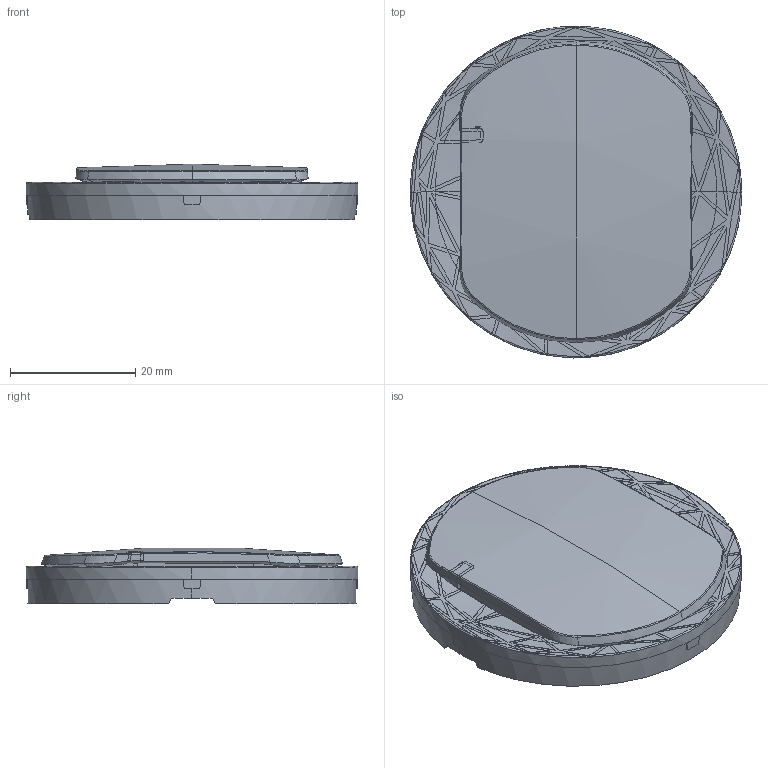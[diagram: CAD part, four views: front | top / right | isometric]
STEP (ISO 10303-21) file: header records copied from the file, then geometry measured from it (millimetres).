
FILE_DESCRIPTION(('CATIA V5 STEP Exchange','CAx-IF Rec.Pracs.--- Model Styling and Organization---1.5--- 2016-08-15','CAx-IF Rec.Pracs.---Supplemental Geometry---1.0---2011-11-01','CAx-IF Rec.Pracs.--- Composite Materials ---1.1---2010-07-15'),'2;1');
FILE_NAME('CB1400s.stp','2023-09-04T06:42:12+00:00',('none'),('none'),'CATIA Version 5-6 Release 2020 SP3','CATIA V5 STEP AP214 v2','none');
FILE_SCHEMA(('AUTOMOTIVE_DESIGN { 1 0 10303 214 1 1 1 1 }'));
Length unit declared in the file: millimetre
Products named in the file (1): CB1400
Bounding box: 53.01 x 53.01 x 8.89 mm (x, y, z)
Volume: 8123.5 mm3; surface area: 7919 mm2
Topology: 3 solids, 3 shells, 948 faces, 2748 edges, 1782 vertices
Faces by surface type: plane 476, bspline 181, cylinder 129, cone 49, sphere 32, torus 32, revolution 31, extrusion 18
Entity records: 52645 total; most frequent: CARTESIAN_POINT 32440, ORIENTED_EDGE 5432, EDGE_CURVE 2716, DIRECTION 2183, VERTEX_POINT 1782, B_SPLINE_CURVE_WITH_KNOTS 1745, EDGE_LOOP 958, ADVANCED_FACE 948
